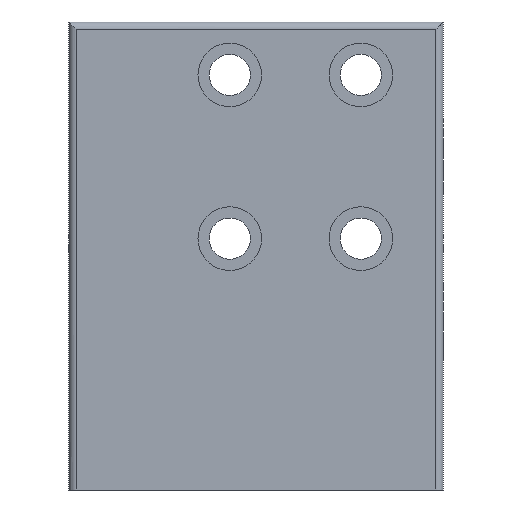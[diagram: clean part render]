
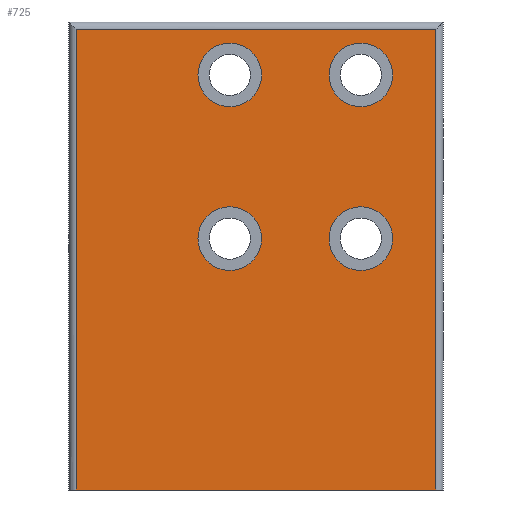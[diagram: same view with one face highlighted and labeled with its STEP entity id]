
A CAD part, front view. The second image highlights one B-rep face of the part: STEP entity #725.
In plain terms, the highlighted planar face has unit normal (0, -1, 0).
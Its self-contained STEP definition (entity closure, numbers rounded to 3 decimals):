
#41=FACE_BOUND('',#120,.T.);
#42=FACE_BOUND('',#121,.T.);
#43=FACE_BOUND('',#122,.T.);
#44=FACE_BOUND('',#123,.T.);
#66=PLANE('',#786);
#80=FACE_OUTER_BOUND('',#119,.T.);
#119=EDGE_LOOP('',(#491,#492,#493,#494));
#120=EDGE_LOOP('',(#495));
#121=EDGE_LOOP('',(#496));
#122=EDGE_LOOP('',(#497));
#123=EDGE_LOOP('',(#498));
#183=CIRCLE('',#787,4.25);
#184=CIRCLE('',#788,4.25);
#185=CIRCLE('',#789,4.25);
#186=CIRCLE('',#790,4.25);
#225=LINE('',#1086,#262);
#227=LINE('',#1092,#264);
#228=LINE('',#1094,#265);
#229=LINE('',#1095,#266);
#262=VECTOR('',#875,10.);
#264=VECTOR('',#881,10.);
#265=VECTOR('',#882,10.);
#266=VECTOR('',#883,1000.);
#304=VERTEX_POINT('',#1083);
#305=VERTEX_POINT('',#1085);
#307=VERTEX_POINT('',#1091);
#308=VERTEX_POINT('',#1093);
#309=VERTEX_POINT('',#1096);
#310=VERTEX_POINT('',#1098);
#311=VERTEX_POINT('',#1100);
#312=VERTEX_POINT('',#1102);
#381=EDGE_CURVE('',#304,#305,#225,.T.);
#384=EDGE_CURVE('',#307,#304,#227,.T.);
#385=EDGE_CURVE('',#308,#307,#228,.T.);
#386=EDGE_CURVE('',#305,#308,#229,.T.);
#387=EDGE_CURVE('',#309,#309,#183,.F.);
#388=EDGE_CURVE('',#310,#310,#184,.F.);
#389=EDGE_CURVE('',#311,#311,#185,.F.);
#390=EDGE_CURVE('',#312,#312,#186,.F.);
#491=ORIENTED_EDGE('',*,*,#381,.F.);
#492=ORIENTED_EDGE('',*,*,#384,.F.);
#493=ORIENTED_EDGE('',*,*,#385,.F.);
#494=ORIENTED_EDGE('',*,*,#386,.F.);
#495=ORIENTED_EDGE('',*,*,#387,.F.);
#496=ORIENTED_EDGE('',*,*,#388,.F.);
#497=ORIENTED_EDGE('',*,*,#389,.F.);
#498=ORIENTED_EDGE('',*,*,#390,.F.);
#725=ADVANCED_FACE('',(#80,#41,#42,#43,#44),#66,.T.);
#786=AXIS2_PLACEMENT_3D('',#1090,#879,#880);
#787=AXIS2_PLACEMENT_3D('',#1097,#884,#885);
#788=AXIS2_PLACEMENT_3D('',#1099,#886,#887);
#789=AXIS2_PLACEMENT_3D('',#1101,#888,#889);
#790=AXIS2_PLACEMENT_3D('',#1103,#890,#891);
#875=DIRECTION('',(0.,0.,-1.));
#879=DIRECTION('center_axis',(0.,-1.,0.));
#880=DIRECTION('ref_axis',(0.,0.,-1.));
#881=DIRECTION('',(1.,0.,0.));
#882=DIRECTION('',(0.,0.,1.));
#883=DIRECTION('',(-1.,0.,0.));
#884=DIRECTION('center_axis',(0.,1.,0.));
#885=DIRECTION('ref_axis',(0.,0.,-1.));
#886=DIRECTION('center_axis',(0.,1.,0.));
#887=DIRECTION('ref_axis',(0.,0.,-1.));
#888=DIRECTION('center_axis',(0.,1.,0.));
#889=DIRECTION('ref_axis',(0.,0.,-1.));
#890=DIRECTION('center_axis',(0.,1.,0.));
#891=DIRECTION('ref_axis',(0.,0.,-1.));
#1083=CARTESIAN_POINT('',(18.75,-1.5,24.));
#1085=CARTESIAN_POINT('',(18.75,-1.5,-37.5));
#1086=CARTESIAN_POINT('',(18.75,-1.5,12.5));
#1090=CARTESIAN_POINT('Origin',(0.,-1.5,0.));
#1091=CARTESIAN_POINT('',(-29.25,-1.5,24.));
#1092=CARTESIAN_POINT('',(-7.125,-1.5,24.));
#1093=CARTESIAN_POINT('',(-29.25,-1.5,-37.5));
#1094=CARTESIAN_POINT('',(-29.25,-1.5,12.5));
#1095=CARTESIAN_POINT('',(-14.25,-1.5,-37.5));
#1096=CARTESIAN_POINT('',(8.75,-1.5,22.179));
#1097=CARTESIAN_POINT('Origin',(8.75,-1.5,17.929));
#1098=CARTESIAN_POINT('',(-8.75,-1.5,0.321));
#1099=CARTESIAN_POINT('Origin',(-8.75,-1.5,-3.929));
#1100=CARTESIAN_POINT('',(8.75,-1.5,0.321));
#1101=CARTESIAN_POINT('Origin',(8.75,-1.5,-3.929));
#1102=CARTESIAN_POINT('',(-8.75,-1.5,22.179));
#1103=CARTESIAN_POINT('Origin',(-8.75,-1.5,17.929));
